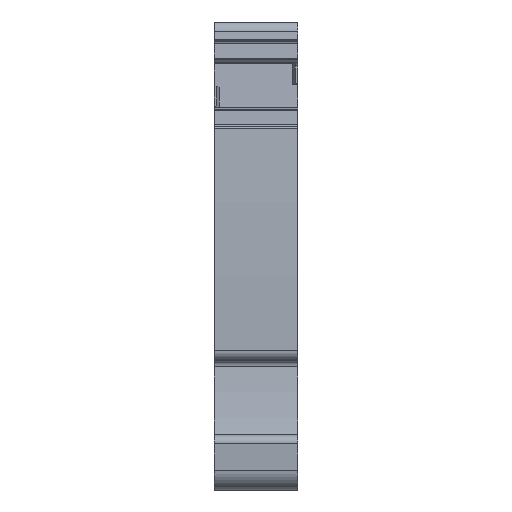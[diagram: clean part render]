
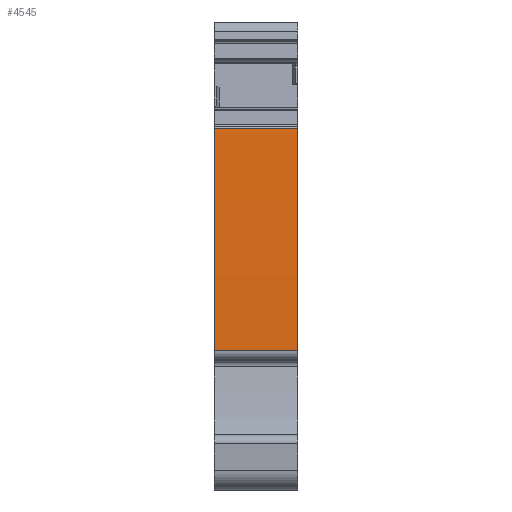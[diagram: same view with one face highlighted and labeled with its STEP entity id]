
A CAD part, front view. The second image highlights one B-rep face of the part: STEP entity #4545.
In plain terms, the highlighted cylindrical face has radius 250 mm (diameter 500 mm), a partial arc.
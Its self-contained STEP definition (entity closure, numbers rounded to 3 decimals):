
#3617=AXIS2_PLACEMENT_3D('Cylinder Axis2P3D',#3614,#3615,#3616) ;
#4523=AXIS2_PLACEMENT_3D('Circle Axis2P3D',#4521,#4522,$) ;
#4530=AXIS2_PLACEMENT_3D('Circle Axis2P3D',#4528,#4529,$) ;
#4535=AXIS2_PLACEMENT_3D('Circle Axis2P3D',#4533,#4534,$) ;
#3614=CARTESIAN_POINT('Axis2P3D Location',(4.,251.503,17.05)) ;
#4485=CARTESIAN_POINT('Line Origine',(4.,2.14,34.893)) ;
#4489=CARTESIAN_POINT('Vertex',(0.,2.14,34.893)) ;
#4491=CARTESIAN_POINT('Vertex',(8.05,2.14,34.893)) ;
#4512=CARTESIAN_POINT('Line Origine',(4.,1.529,13.436)) ;
#4516=CARTESIAN_POINT('Vertex',(0.,1.529,13.436)) ;
#4518=CARTESIAN_POINT('Vertex',(8.05,1.529,13.436)) ;
#4521=CARTESIAN_POINT('Axis2P3D Location',(8.05,251.503,17.05)) ;
#4525=CARTESIAN_POINT('Vertex',(8.05,1.529,13.45)) ;
#4528=CARTESIAN_POINT('Axis2P3D Location',(8.05,251.503,17.05)) ;
#4533=CARTESIAN_POINT('Axis2P3D Location',(0.,251.503,17.05)) ;
#3615=DIRECTION('Axis2P3D Direction',(1.,0.,0.)) ;
#3616=DIRECTION('Axis2P3D XDirection',(0.,-0.994,0.109)) ;
#4486=DIRECTION('Vector Direction',(1.,0.,0.)) ;
#4513=DIRECTION('Vector Direction',(1.,0.,0.)) ;
#4522=DIRECTION('Axis2P3D Direction',(1.,0.,0.)) ;
#4529=DIRECTION('Axis2P3D Direction',(1.,0.,0.)) ;
#4534=DIRECTION('Axis2P3D Direction',(1.,0.,0.)) ;
#4487=VECTOR('Line Direction',#4486,1.) ;
#4514=VECTOR('Line Direction',#4513,1.) ;
#4539=ORIENTED_EDGE('',*,*,#4520,.T.) ;
#4540=ORIENTED_EDGE('',*,*,#4527,.F.) ;
#4541=ORIENTED_EDGE('',*,*,#4532,.F.) ;
#4542=ORIENTED_EDGE('',*,*,#4493,.F.) ;
#4543=ORIENTED_EDGE('',*,*,#4537,.T.) ;
#4545=ADVANCED_FACE('PartBody',(#4544),#3618,.T.) ;
#4524=CIRCLE('generated circle',#4523,250.) ;
#4531=CIRCLE('generated circle',#4530,250.) ;
#4536=CIRCLE('generated circle',#4535,250.) ;
#3618=CYLINDRICAL_SURFACE('generated cylinder',#3617,250.) ;
#4493=EDGE_CURVE('',#4490,#4492,#4488,.T.) ;
#4520=EDGE_CURVE('',#4517,#4519,#4515,.T.) ;
#4527=EDGE_CURVE('',#4526,#4519,#4524,.T.) ;
#4532=EDGE_CURVE('',#4492,#4526,#4531,.T.) ;
#4537=EDGE_CURVE('',#4490,#4517,#4536,.T.) ;
#4538=EDGE_LOOP('',(#4539,#4540,#4541,#4542,#4543)) ;
#4544=FACE_OUTER_BOUND('',#4538,.T.) ;
#4488=LINE('Line',#4485,#4487) ;
#4515=LINE('Line',#4512,#4514) ;
#4490=VERTEX_POINT('',#4489) ;
#4492=VERTEX_POINT('',#4491) ;
#4517=VERTEX_POINT('',#4516) ;
#4519=VERTEX_POINT('',#4518) ;
#4526=VERTEX_POINT('',#4525) ;
